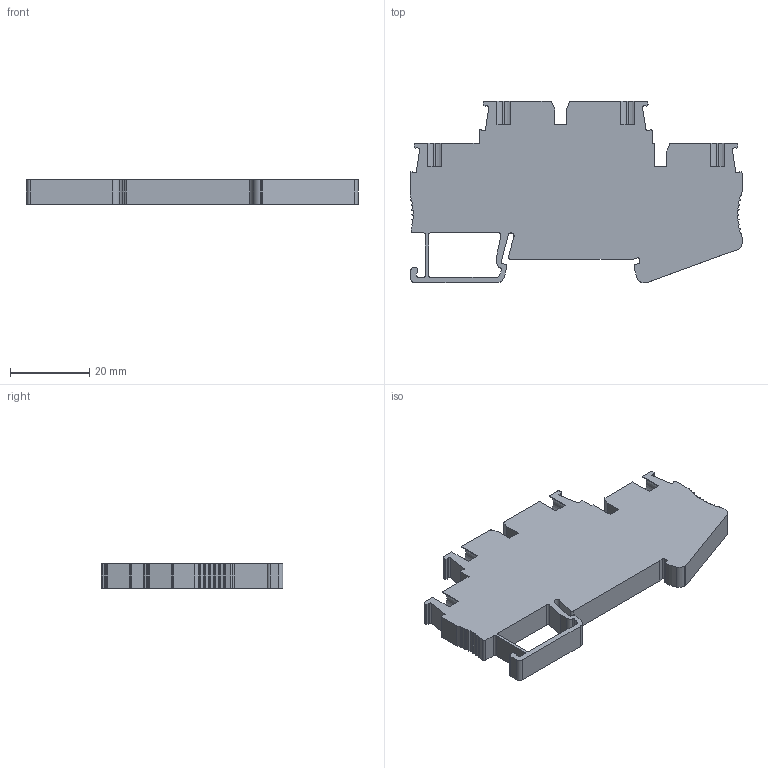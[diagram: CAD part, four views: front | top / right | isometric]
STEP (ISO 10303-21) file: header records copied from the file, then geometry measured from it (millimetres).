
FILE_DESCRIPTION((''),'2;1');
FILE_NAME('PRT0001','2021-04-21T',('Administrator'),(''),'PRO/ENGINEER BY PARAMETRIC TECHNOLOGY CORPORATION, 2013230','PRO/ENGINEER BY PARAMETRIC TECHNOLOGY CORPORATION, 2013230','');
FILE_SCHEMA(('AUTOMOTIVE_DESIGN { 1 0 10303 214 1 1 1 1 }'));
Length unit declared in the file: millimetre
Products named in the file (1): PRT0001
Bounding box: 83.6 x 45.8 x 6.2 mm (x, y, z)
Volume: 16275.9 mm3; surface area: 8177.8 mm2
Topology: 1 solids, 1 shells, 216 faces, 639 edges, 426 vertices
Faces by surface type: plane 129, cylinder 87
Entity records: 7313 total; most frequent: CARTESIAN_POINT 1283, ORIENTED_EDGE 1278, DIRECTION 1245, EDGE_CURVE 639, VECTOR 465, LINE 465, VERTEX_POINT 426, AXIS2_PLACEMENT_3D 390
